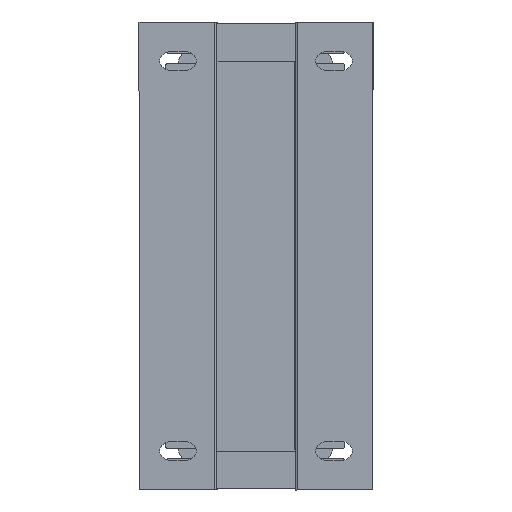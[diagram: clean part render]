
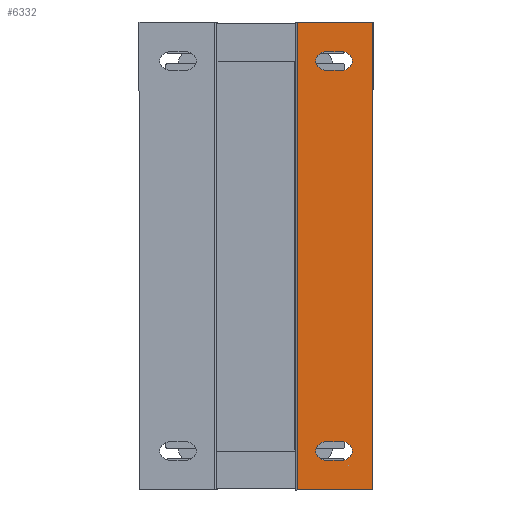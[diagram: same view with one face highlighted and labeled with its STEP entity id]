
A CAD part, front view. The second image highlights one B-rep face of the part: STEP entity #6332.
In plain terms, the highlighted planar face has unit normal (0, -1, 0).
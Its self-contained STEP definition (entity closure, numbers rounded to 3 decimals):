
#512=FACE_BOUND('',#1531,.T.);
#513=FACE_BOUND('',#1532,.T.);
#754=CIRCLE('',#7094,3.5);
#755=CIRCLE('',#7095,3.5);
#756=CIRCLE('',#7096,3.5);
#757=CIRCLE('',#7097,3.5);
#1181=FACE_OUTER_BOUND('',#1530,.T.);
#1530=EDGE_LOOP('',(#5621,#5622,#5623,#5624));
#1531=EDGE_LOOP('',(#5625,#5626,#5627,#5628));
#1532=EDGE_LOOP('',(#5629,#5630,#5631,#5632));
#2092=LINE('',#10546,#2658);
#2107=LINE('',#10582,#2673);
#2110=LINE('',#10588,#2676);
#2111=LINE('',#10589,#2677);
#2112=LINE('',#10594,#2678);
#2113=LINE('',#10597,#2679);
#2114=LINE('',#10602,#2680);
#2115=LINE('',#10605,#2681);
#2658=VECTOR('',#8714,10.);
#2673=VECTOR('',#8753,10.);
#2676=VECTOR('',#8758,10.);
#2677=VECTOR('',#8759,10.);
#2678=VECTOR('',#8762,10.);
#2679=VECTOR('',#8765,10.);
#2680=VECTOR('',#8768,10.);
#2681=VECTOR('',#8771,10.);
#3198=VERTEX_POINT('',#10543);
#3199=VERTEX_POINT('',#10545);
#3208=VERTEX_POINT('',#10581);
#3210=VERTEX_POINT('',#10587);
#3211=VERTEX_POINT('',#10590);
#3212=VERTEX_POINT('',#10591);
#3213=VERTEX_POINT('',#10593);
#3214=VERTEX_POINT('',#10595);
#3215=VERTEX_POINT('',#10598);
#3216=VERTEX_POINT('',#10599);
#3217=VERTEX_POINT('',#10601);
#3218=VERTEX_POINT('',#10603);
#4004=EDGE_CURVE('',#3199,#3198,#2092,.T.);
#4022=EDGE_CURVE('',#3199,#3208,#2107,.T.);
#4025=EDGE_CURVE('',#3210,#3198,#2110,.T.);
#4026=EDGE_CURVE('',#3208,#3210,#2111,.T.);
#4027=EDGE_CURVE('',#3211,#3212,#754,.T.);
#4028=EDGE_CURVE('',#3212,#3213,#2112,.T.);
#4029=EDGE_CURVE('',#3213,#3214,#755,.T.);
#4030=EDGE_CURVE('',#3214,#3211,#2113,.T.);
#4031=EDGE_CURVE('',#3215,#3216,#756,.T.);
#4032=EDGE_CURVE('',#3216,#3217,#2114,.T.);
#4033=EDGE_CURVE('',#3217,#3218,#757,.T.);
#4034=EDGE_CURVE('',#3218,#3215,#2115,.T.);
#5621=ORIENTED_EDGE('',*,*,#4004,.T.);
#5622=ORIENTED_EDGE('',*,*,#4025,.F.);
#5623=ORIENTED_EDGE('',*,*,#4026,.F.);
#5624=ORIENTED_EDGE('',*,*,#4022,.F.);
#5625=ORIENTED_EDGE('',*,*,#4027,.T.);
#5626=ORIENTED_EDGE('',*,*,#4028,.T.);
#5627=ORIENTED_EDGE('',*,*,#4029,.T.);
#5628=ORIENTED_EDGE('',*,*,#4030,.T.);
#5629=ORIENTED_EDGE('',*,*,#4031,.T.);
#5630=ORIENTED_EDGE('',*,*,#4032,.T.);
#5631=ORIENTED_EDGE('',*,*,#4033,.T.);
#5632=ORIENTED_EDGE('',*,*,#4034,.T.);
#6031=PLANE('',#7093);
#6332=ADVANCED_FACE('',(#1181,#512,#513),#6031,.F.);
#7093=AXIS2_PLACEMENT_3D('',#10586,#8756,#8757);
#7094=AXIS2_PLACEMENT_3D('',#10592,#8760,#8761);
#7095=AXIS2_PLACEMENT_3D('',#10596,#8763,#8764);
#7096=AXIS2_PLACEMENT_3D('',#10600,#8766,#8767);
#7097=AXIS2_PLACEMENT_3D('',#10604,#8769,#8770);
#8714=DIRECTION('',(0.,0.,-1.));
#8753=DIRECTION('',(1.,0.,0.));
#8756=DIRECTION('center_axis',(0.,1.,0.));
#8757=DIRECTION('ref_axis',(0.,0.,1.));
#8758=DIRECTION('',(-1.,0.,0.));
#8759=DIRECTION('',(0.,0.,-1.));
#8760=DIRECTION('center_axis',(0.,1.,0.));
#8761=DIRECTION('ref_axis',(0.,0.,-1.));
#8762=DIRECTION('',(1.,0.,0.));
#8763=DIRECTION('center_axis',(0.,1.,0.));
#8764=DIRECTION('ref_axis',(0.,0.,1.));
#8765=DIRECTION('',(-1.,0.,0.));
#8766=DIRECTION('center_axis',(0.,1.,0.));
#8767=DIRECTION('ref_axis',(0.,0.,1.));
#8768=DIRECTION('',(-1.,0.,0.));
#8769=DIRECTION('center_axis',(0.,1.,0.));
#8770=DIRECTION('ref_axis',(0.,0.,-1.));
#8771=DIRECTION('',(1.,0.,0.));
#10543=CARTESIAN_POINT('',(-28.999,0.,0.));
#10545=CARTESIAN_POINT('',(-28.999,0.,180.));
#10546=CARTESIAN_POINT('',(-28.999,0.,135.));
#10581=CARTESIAN_POINT('',(0.,0.,180.));
#10582=CARTESIAN_POINT('',(-30.,0.,180.));
#10586=CARTESIAN_POINT('Origin',(-15.,0.,90.));
#10587=CARTESIAN_POINT('',(0.,0.,0.));
#10588=CARTESIAN_POINT('',(0.,0.,0.));
#10589=CARTESIAN_POINT('',(0.,0.,180.));
#10590=CARTESIAN_POINT('',(-18.5,0.,161.5));
#10591=CARTESIAN_POINT('',(-18.5,0.,168.5));
#10592=CARTESIAN_POINT('Origin',(-18.5,0.,165.));
#10593=CARTESIAN_POINT('',(-11.5,0.,168.5));
#10594=CARTESIAN_POINT('',(-13.25,0.,168.5));
#10595=CARTESIAN_POINT('',(-11.5,0.,161.5));
#10596=CARTESIAN_POINT('Origin',(-11.5,0.,165.));
#10597=CARTESIAN_POINT('',(-16.75,0.,161.5));
#10598=CARTESIAN_POINT('',(-11.5,0.,18.5));
#10599=CARTESIAN_POINT('',(-11.5,0.,11.5));
#10600=CARTESIAN_POINT('Origin',(-11.5,0.,15.));
#10601=CARTESIAN_POINT('',(-18.5,0.,11.5));
#10602=CARTESIAN_POINT('',(-16.75,0.,11.5));
#10603=CARTESIAN_POINT('',(-18.5,0.,18.5));
#10604=CARTESIAN_POINT('Origin',(-18.5,0.,15.));
#10605=CARTESIAN_POINT('',(-13.25,0.,18.5));
